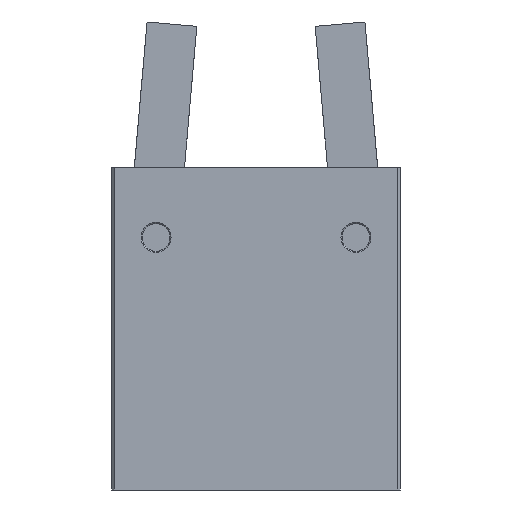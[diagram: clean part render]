
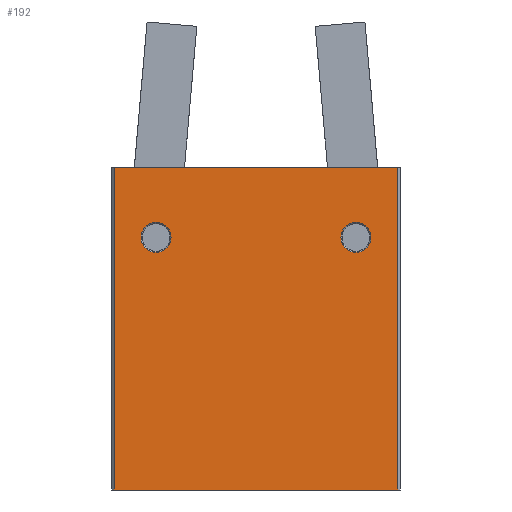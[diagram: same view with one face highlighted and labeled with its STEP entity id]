
A CAD part, left-side view. The second image highlights one B-rep face of the part: STEP entity #192.
In plain terms, the highlighted face is planar.
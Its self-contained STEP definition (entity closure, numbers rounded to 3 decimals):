
#192 = ADVANCED_FACE( '', ( #338, #339, #340 ), #341, .F. );
#338 = FACE_BOUND( '', #680, .T. );
#339 = FACE_BOUND( '', #681, .T. );
#340 = FACE_OUTER_BOUND( '', #682, .T. );
#341 = PLANE( '', #683 );
#680 = EDGE_LOOP( '', ( #1082 ) );
#681 = EDGE_LOOP( '', ( #1083 ) );
#682 = EDGE_LOOP( '', ( #1084, #1085, #1086, #1087 ) );
#683 = AXIS2_PLACEMENT_3D( '', #1088, #1089, #1090 );
#1082 = ORIENTED_EDGE( '', *, *, #1979, .F. );
#1083 = ORIENTED_EDGE( '', *, *, #1980, .F. );
#1084 = ORIENTED_EDGE( '', *, *, #1981, .T. );
#1085 = ORIENTED_EDGE( '', *, *, #1974, .F. );
#1086 = ORIENTED_EDGE( '', *, *, #1982, .F. );
#1087 = ORIENTED_EDGE( '', *, *, #1983, .T. );
#1088 = CARTESIAN_POINT( '', ( 58., 25.5, 16. ) );
#1089 = DIRECTION( '', ( 0., 0., -1. ) );
#1090 = DIRECTION( '', ( -1., 0., 0. ) );
#1974 = EDGE_CURVE( '', #2278, #2276, #2280, .T. );
#1979 = EDGE_CURVE( '', #2289, #2289, #2290, .T. );
#1980 = EDGE_CURVE( '', #2291, #2291, #2292, .T. );
#1981 = EDGE_CURVE( '', #2293, #2276, #2294, .T. );
#1982 = EDGE_CURVE( '', #2295, #2278, #2296, .T. );
#1983 = EDGE_CURVE( '', #2295, #2293, #2297, .T. );
#2276 = VERTEX_POINT( '', #2782 );
#2278 = VERTEX_POINT( '', #2785 );
#2280 = LINE( '', #2788, #2789 );
#2289 = VERTEX_POINT( '', #2802 );
#2290 = CIRCLE( '', #2803, 2.7 );
#2291 = VERTEX_POINT( '', #2804 );
#2292 = CIRCLE( '', #2805, 2.7 );
#2293 = VERTEX_POINT( '', #2806 );
#2294 = LINE( '', #2807, #2808 );
#2295 = VERTEX_POINT( '', #2809 );
#2296 = LINE( '', #2810, #2811 );
#2297 = LINE( '', #2812, #2813 );
#2782 = CARTESIAN_POINT( '', ( 0., -25.5, 16. ) );
#2785 = CARTESIAN_POINT( '', ( 58., -25.5, 16. ) );
#2788 = CARTESIAN_POINT( '', ( 58., -25.5, 16. ) );
#2789 = VECTOR( '', #3617, 1000. );
#2802 = CARTESIAN_POINT( '', ( 15.2, -18., 16. ) );
#2803 = AXIS2_PLACEMENT_3D( '', #3622, #3623, #3624 );
#2804 = CARTESIAN_POINT( '', ( 15.2, 18., 16. ) );
#2805 = AXIS2_PLACEMENT_3D( '', #3625, #3626, #3627 );
#2806 = CARTESIAN_POINT( '', ( 0., 25.5, 16. ) );
#2807 = CARTESIAN_POINT( '', ( 0., 25.5, 16. ) );
#2808 = VECTOR( '', #3628, 1000. );
#2809 = CARTESIAN_POINT( '', ( 58., 25.5, 16. ) );
#2810 = CARTESIAN_POINT( '', ( 58., 25.5, 16. ) );
#2811 = VECTOR( '', #3629, 1000. );
#2812 = CARTESIAN_POINT( '', ( 58., 25.5, 16. ) );
#2813 = VECTOR( '', #3630, 1000. );
#3617 = DIRECTION( '', ( -1., 0., 0. ) );
#3622 = CARTESIAN_POINT( '', ( 12.5, -18., 16. ) );
#3623 = DIRECTION( '', ( 0., 0., 1. ) );
#3624 = DIRECTION( '', ( 1., 0., 0. ) );
#3625 = CARTESIAN_POINT( '', ( 12.5, 18., 16. ) );
#3626 = DIRECTION( '', ( 0., 0., 1. ) );
#3627 = DIRECTION( '', ( 1., 0., 0. ) );
#3628 = DIRECTION( '', ( 0., -1., 0. ) );
#3629 = DIRECTION( '', ( 0., -1., 0. ) );
#3630 = DIRECTION( '', ( -1., 0., 0. ) );
